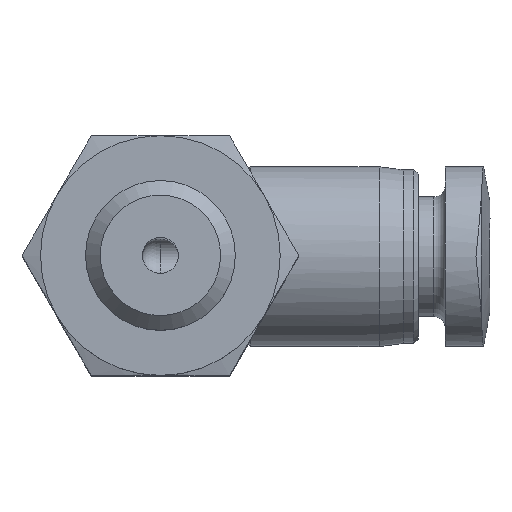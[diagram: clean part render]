
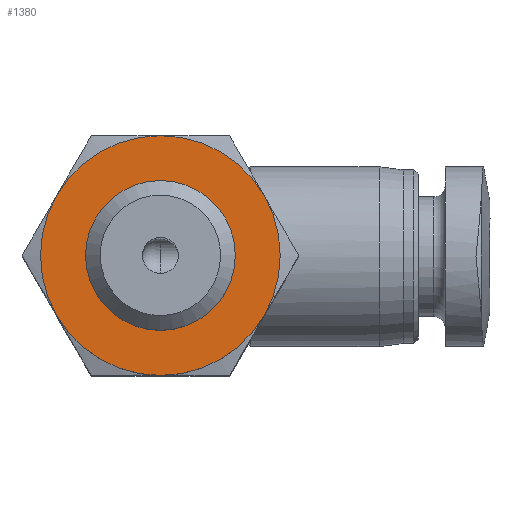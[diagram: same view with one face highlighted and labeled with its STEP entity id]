
A CAD part, top view. The second image highlights one B-rep face of the part: STEP entity #1380.
In plain terms, the highlighted planar face has unit normal (0, 0, 1).
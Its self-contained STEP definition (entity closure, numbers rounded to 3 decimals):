
#142=CIRCLE('',#1488,4.);
#143=CIRCLE('',#1489,2.5);
#278=ORIENTED_EDGE('',*,*,#513,.F.);
#279=ORIENTED_EDGE('',*,*,#514,.T.);
#513=EDGE_CURVE('',#625,#625,#142,.T.);
#514=EDGE_CURVE('',#626,#626,#143,.T.);
#625=VERTEX_POINT('',#2101);
#626=VERTEX_POINT('',#2103);
#745=EDGE_LOOP('',(#278));
#746=EDGE_LOOP('',(#279));
#832=FACE_BOUND('',#745,.T.);
#833=FACE_BOUND('',#746,.T.);
#894=PLANE('',#1487);
#1380=ADVANCED_FACE('',(#832,#833),#894,.F.);
#1487=AXIS2_PLACEMENT_3D('',#2099,#1695,#1696);
#1488=AXIS2_PLACEMENT_3D('',#2100,#1697,#1698);
#1489=AXIS2_PLACEMENT_3D('',#2102,#1699,#1700);
#1695=DIRECTION('',(0.,0.,-1.));
#1696=DIRECTION('',(-1.,0.,0.));
#1697=DIRECTION('',(0.,0.,-1.));
#1698=DIRECTION('',(-1.,0.,0.));
#1699=DIRECTION('',(0.,0.,-1.));
#1700=DIRECTION('',(-1.,0.,0.));
#2099=CARTESIAN_POINT('',(0.,0.,22.));
#2100=CARTESIAN_POINT('',(0.,0.,22.));
#2101=CARTESIAN_POINT('',(-4.,0.,22.));
#2102=CARTESIAN_POINT('',(0.,0.,22.));
#2103=CARTESIAN_POINT('',(-2.5,0.,22.));
